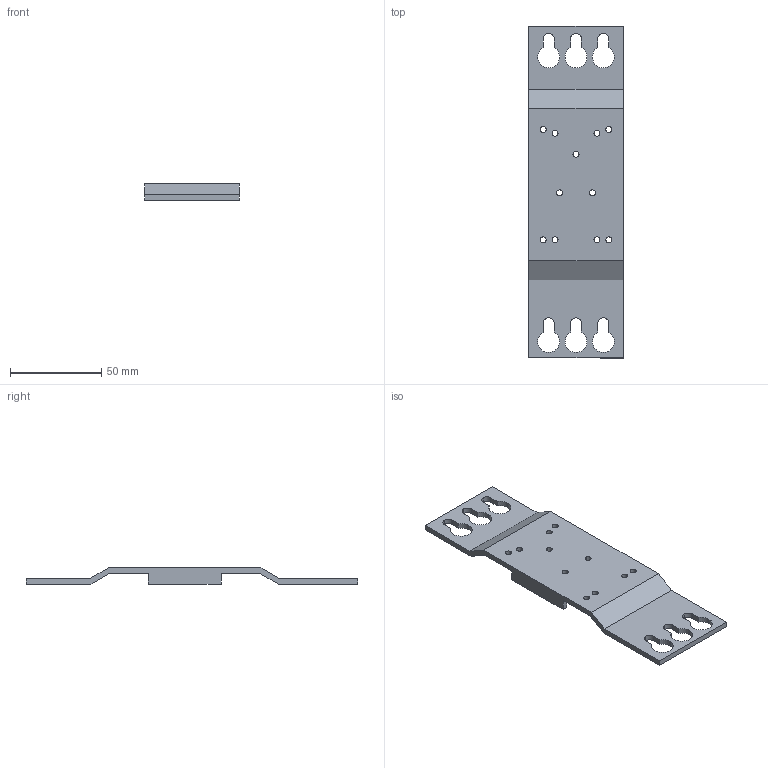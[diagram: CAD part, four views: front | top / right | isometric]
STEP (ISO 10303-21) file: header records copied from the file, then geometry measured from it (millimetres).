
FILE_DESCRIPTION(('SolidDesigner STEP Export'),'2;1');
FILE_NAME('2938235_UWA_182_52_select.stp','2009-08-27T13:42:12',(''),(''),'CoCreate Modeling STEP processor for AP214 (Solid Model)','CoCreate Modeling 16.00A 16-Aug-2008 (C) Parametric Technology GmbH','');
FILE_SCHEMA(('AUTOMOTIVE_DESIGN { 1 0 10303 214 1 1 1 1 }'));
Length unit declared in the file: millimetre
Products named in the file (2): 2938235_UWA_182_52_select
Assembly tree (1 placements, depth 2):
  2938235_UWA_182_52_select
    2938235_UWA_182_52_select
Bounding box: 52 x 182 x 9 mm (x, y, z)
Volume: 27301 mm3; surface area: 20946.2 mm2
Topology: 1 solids, 1 shells, 86 faces, 252 edges, 168 vertices
Faces by surface type: cylinder 52, plane 34
Entity records: 3248 total; most frequent: ORIENTED_EDGE 504, CARTESIAN_POINT 417, DIRECTION 352, EDGE_CURVE 252, VERTEX_POINT 168, VECTOR 146, LINE 146, EDGE_LOOP 120
